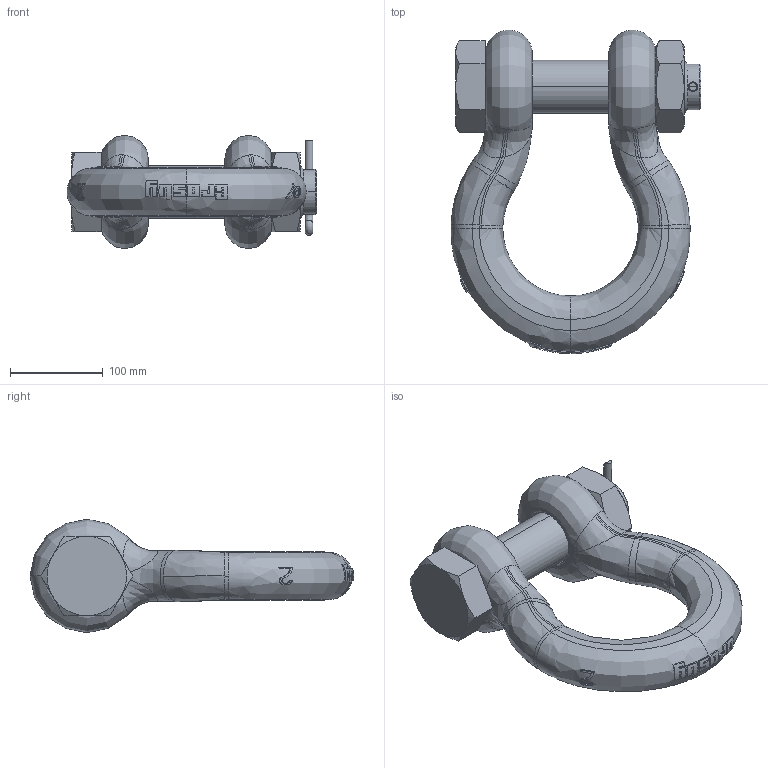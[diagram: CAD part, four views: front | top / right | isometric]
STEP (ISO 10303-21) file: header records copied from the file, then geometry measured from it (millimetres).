
FILE_DESCRIPTION((''),'2;1');
FILE_NAME('CROSBY_2130_200','2003-09-10T',('adoughty'),('The Crosby Group, Inc.'),'PRO/ENGINEER BY PARAMETRIC TECHNOLOGY CORPORATION, 2001150','PRO/ENGINEER BY PARAMETRIC TECHNOLOGY CORPORATION, 2001150','');
FILE_SCHEMA(('CONFIG_CONTROL_DESIGN'));
Length unit declared in the file: inch
Products named in the file (1): CROSBY_2130_200
Bounding box: 269.49 x 348.95 x 122.17 mm (x, y, z)
Volume: 2893779.2 mm3; surface area: 252394.8 mm2
Topology: 2 solids, 2 shells, 269 faces, 667 edges, 413 vertices
Faces by surface type: bspline 145, plane 87, cylinder 18, cone 14, torus 5
Entity records: 15528 total; most frequent: CARTESIAN_POINT 10489, ORIENTED_EDGE 1334, EDGE_CURVE 667, DIRECTION 480, B_SPLINE_CURVE_WITH_KNOTS 477, VERTEX_POINT 413, EDGE_LOOP 288, FACE_OUTER_BOUND 269
